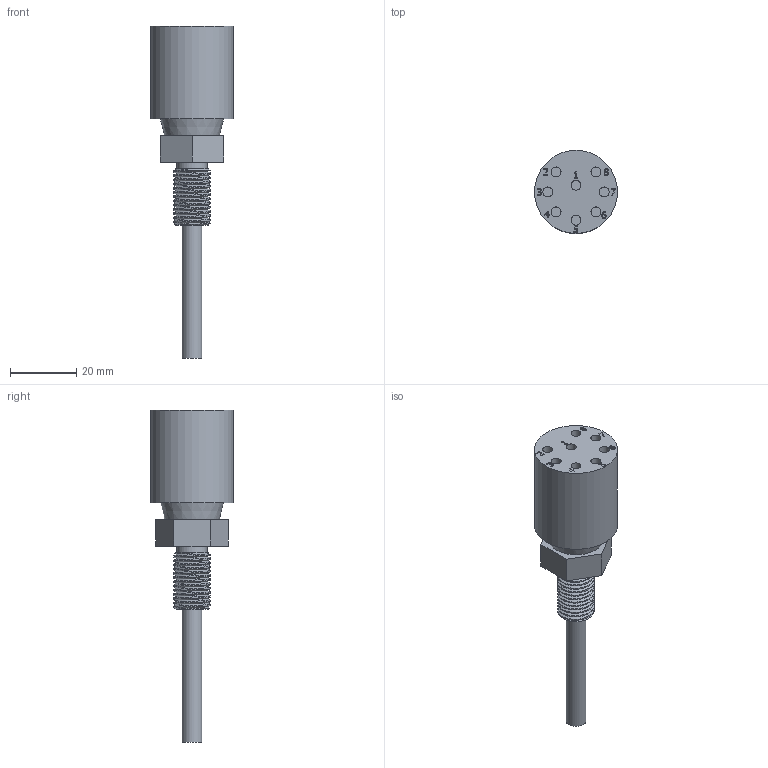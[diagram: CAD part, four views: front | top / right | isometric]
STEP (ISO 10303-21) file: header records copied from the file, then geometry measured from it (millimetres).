
FILE_DESCRIPTION(/* description */ (''),/* implementation_level */ '2;1');
FILE_NAME(/* name */ 'DBH8F.stp',/* time_stamp */ '2014-11-24T09:08:15+01:00',/* author */ ('sh'),/* organization */ (''),/* preprocessor_version */ 'ST-DEVELOPER v15.2',/* originating_system */ 'Autodesk Inventor 2014',/* authorisation */ '');
FILE_SCHEMA (('AUTOMOTIVE_DESIGN { 1 0 10303 214 3 1 1 }'));
Length unit declared in the file: millimetre
Products named in the file (1): DBH8F
Bounding box: 25 x 25 x 100 mm (x, y, z)
Volume: 19249.7 mm3; surface area: 7175.6 mm2
Topology: 1 solids, 1 shells, 192 faces, 489 edges, 326 vertices
Faces by surface type: plane 91, bspline 84, cylinder 14, cone 3
Full cylindrical faces by diameter (mm): 3 x8, 6 x1, 9.113 x1, 12.65 x1, 17.15 x1, 25 x1
Entity records: 8731 total; most frequent: CARTESIAN_POINT 4596, ORIENTED_EDGE 950, DIRECTION 550, EDGE_CURVE 475, VERTEX_POINT 326, LINE 268, VECTOR 268, EDGE_LOOP 233
